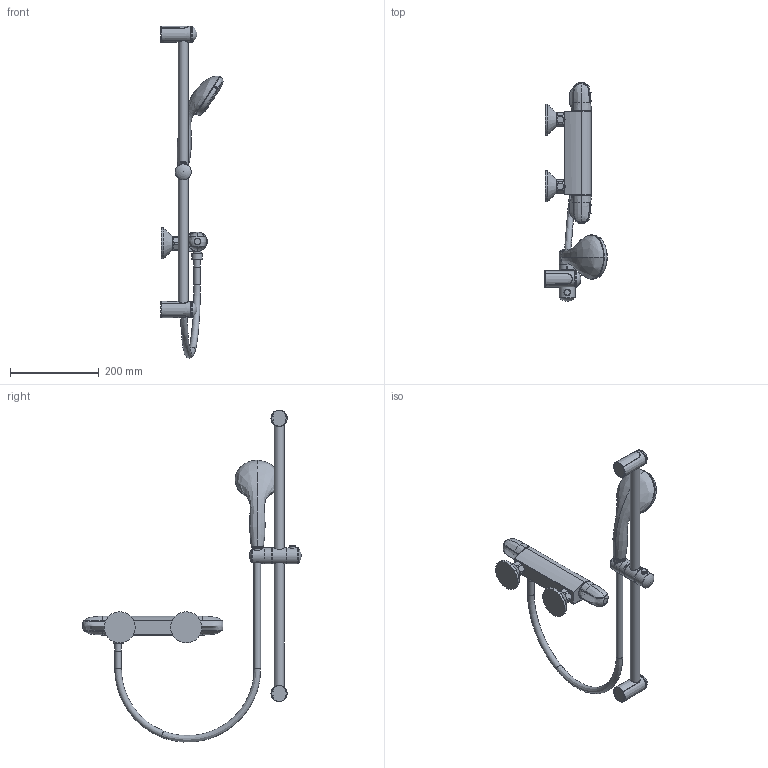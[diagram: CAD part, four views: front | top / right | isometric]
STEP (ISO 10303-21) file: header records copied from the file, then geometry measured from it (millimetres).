
FILE_DESCRIPTION(/* description */ ('Unknown'),/* implementation_level */ '2;1');
FILE_NAME(/* name */ '34151003',/* time_stamp */ '2022-09-02T10:39:55+02:00',/* author */ ('Unknown'),/* organization */ ('GROHE AG'),/* preprocessor_version */ 'ST-DEVELOPER v16.7',/* originating_system */ 'DEX',/* authorisation */ $);
FILE_SCHEMA (('AUTOMOTIVE_DESIGN {1 0 10303 214 3 1 1}'));
Length unit declared in the file: millimetre
Products named in the file (7): 34151003; id11; ALIAS BREP MODEL; DF_REVOL; Housing; REVOLVE#103; trim_sur
Assembly tree (6 placements, depth 2):
  34151003
    id11
    ALIAS BREP MODEL
    DF_REVOL
    Housing
    REVOLVE#103
    trim_sur
Bounding box: 140.54 x 492.06 x 748 mm (x, y, z)
Volume: 0 mm3; surface area: 291774.3 mm2
Topology: 1 solids, 26 shells, 282 faces, 1198 edges, 910 vertices
Faces by surface type: bspline 108, plane 62, cylinder 55, torus 34, cone 16, sphere 7
Full cylindrical faces by diameter (mm): 14.307 x2, 14.998 x3, 18 x1, 19.9 x1, 21.8 x1, 23 x2, 24.706 x1, 28 x2, 35.6 x1, 35.719 x2, 35.8 x2, 36 x3, 42 x4, 70 x2, 89.4 x1, 90.2 x1, 99.483 x1
Entity records: 26094 total; most frequent: CARTESIAN_POINT 17232, ORIENTED_EDGE 1615, EDGE_CURVE 1081, DIRECTION 1015, VERTEX_POINT 870, B_SPLINE_CURVE_WITH_KNOTS 681, AXIS2_PLACEMENT_3D 434, FACE_BOUND 388
